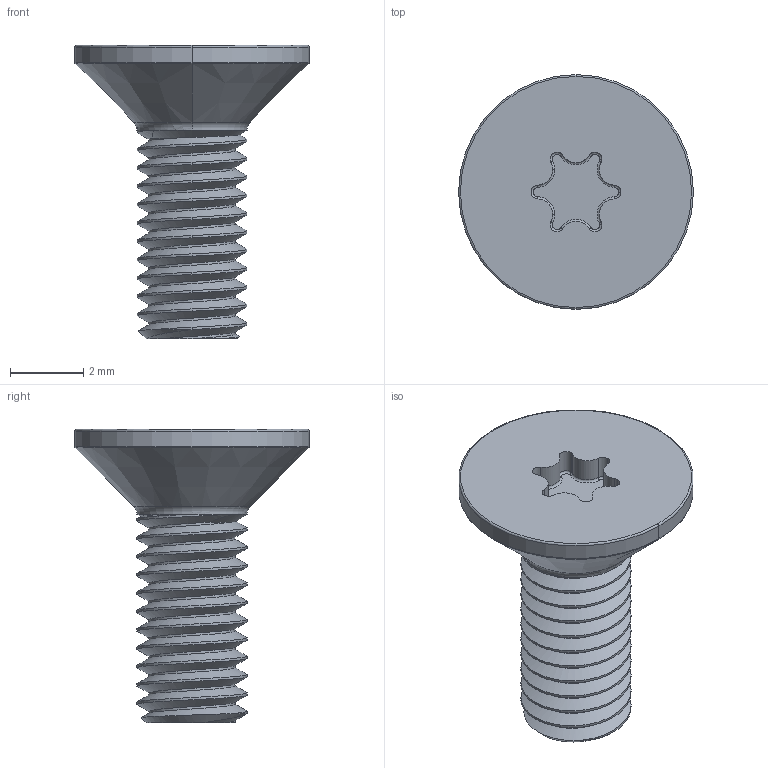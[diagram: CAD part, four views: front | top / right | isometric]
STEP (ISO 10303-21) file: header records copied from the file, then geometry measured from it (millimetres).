
FILE_DESCRIPTION (( 'STEP AP203' ), '1' );
FILE_NAME ('94331A103_High-Strength A286 Stainless Steel Torx Flat Head Screw.STEP', '2023-02-23T14:23:07', ( 'Administrator' ), ( 'Managed by Terraform' ), 'SwSTEP 2.0', 'SolidWorks 2017', '' );
FILE_SCHEMA (( 'CONFIG_CONTROL_DESIGN' ));
Length unit declared in the file: millimetre
Products named in the file (1): 94331A103_High-Strength A286 Stainless Steel Torx Flat Head Screw
Bounding box: 6.4 x 6.4 x 8 mm (x, y, z)
Volume: 77.3 mm3; surface area: 172.1 mm2
Topology: 1 solids, 1 shells, 78 faces, 197 edges, 122 vertices
Faces by surface type: cylinder 42, torus 23, cone 7, plane 3, bspline 3
Entity records: 3848 total; most frequent: CARTESIAN_POINT 1994, ORIENTED_EDGE 394, DIRECTION 384, EDGE_CURVE 197, AXIS2_PLACEMENT_3D 169, VERTEX_POINT 122, CIRCLE 93, EDGE_LOOP 79
